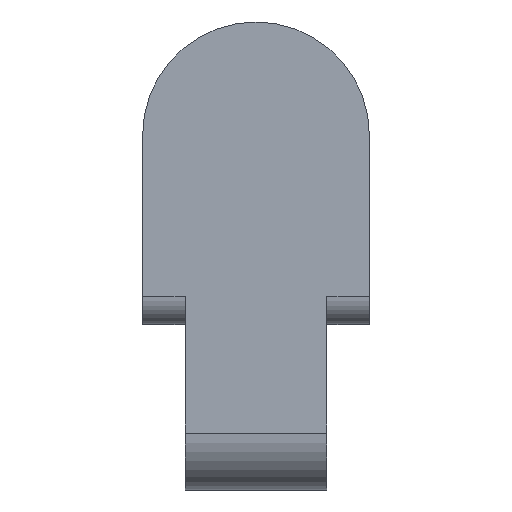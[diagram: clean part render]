
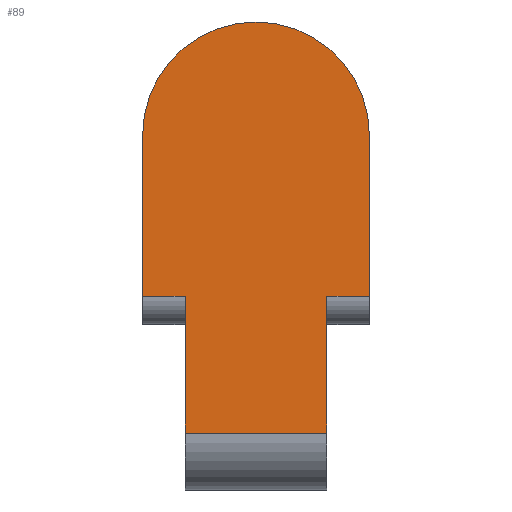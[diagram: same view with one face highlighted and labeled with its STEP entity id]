
A CAD part, top view. The second image highlights one B-rep face of the part: STEP entity #89.
In plain terms, the highlighted planar face has unit normal (0, 0, 1).
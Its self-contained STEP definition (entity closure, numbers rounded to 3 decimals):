
#89=ADVANCED_FACE('',(#281),#283,.T.);
#281=FACE_BOUND('',#282,.T.);
#282=EDGE_LOOP('',(#441,#442,#443,#444,#445,#446,#447,#448));
#283=PLANE('',#284);
#284=AXIS2_PLACEMENT_3D('',#285,#286,#287);
#285=CARTESIAN_POINT('',(0.,0.,7.));
#286=DIRECTION('',(0.,0.,1.));
#287=DIRECTION('',(-1.,0.,0.));
#441=ORIENTED_EDGE('',*,*,#556,.T.);
#442=ORIENTED_EDGE('',*,*,#557,.T.);
#443=ORIENTED_EDGE('',*,*,#558,.T.);
#444=ORIENTED_EDGE('',*,*,#559,.T.);
#445=ORIENTED_EDGE('',*,*,#560,.T.);
#446=ORIENTED_EDGE('',*,*,#534,.T.);
#447=ORIENTED_EDGE('',*,*,#561,.T.);
#448=ORIENTED_EDGE('',*,*,#562,.T.);
#534=EDGE_CURVE('',#594,#591,#595,.T.);
#556=EDGE_CURVE('',#636,#637,#638,.T.);
#557=EDGE_CURVE('',#637,#639,#640,.T.);
#558=EDGE_CURVE('',#639,#641,#642,.T.);
#559=EDGE_CURVE('',#641,#643,#644,.T.);
#560=EDGE_CURVE('',#643,#594,#645,.T.);
#561=EDGE_CURVE('',#591,#646,#647,.F.);
#562=EDGE_CURVE('',#646,#636,#648,.F.);
#591=VERTEX_POINT('',#689);
#594=VERTEX_POINT('',#695);
#595=LINE('',#696,#697);
#636=VERTEX_POINT('',#786);
#637=VERTEX_POINT('',#787);
#638=LINE('',#788,#789);
#639=VERTEX_POINT('',#791);
#640=LINE('',#792,#793);
#641=VERTEX_POINT('',#795);
#642=LINE('',#796,#797);
#643=VERTEX_POINT('',#799);
#644=LINE('',#800,#801);
#645=CIRCLE('',#803,8.);
#646=VERTEX_POINT('',#807);
#647=LINE('',#808,#809);
#648=LINE('',#811,#812);
#689=CARTESIAN_POINT('',(-8.,-11.34,7.));
#695=CARTESIAN_POINT('',(-8.,0.,7.));
#696=CARTESIAN_POINT('',(-8.,0.,7.));
#697=VECTOR('',#698,1.);
#698=DIRECTION('',(0.,-1.,0.));
#786=CARTESIAN_POINT('',(-5.,-21.,7.));
#787=CARTESIAN_POINT('',(5.,-21.,7.));
#788=CARTESIAN_POINT('',(-5.,-21.,7.));
#789=VECTOR('',#790,1.);
#790=DIRECTION('',(1.,0.,0.));
#791=CARTESIAN_POINT('',(5.,-11.34,7.));
#792=CARTESIAN_POINT('',(5.,-21.,7.));
#793=VECTOR('',#794,1.);
#794=DIRECTION('',(0.,1.,0.));
#795=CARTESIAN_POINT('',(8.,-11.34,7.));
#796=CARTESIAN_POINT('',(5.,-11.34,7.));
#797=VECTOR('',#798,1.);
#798=DIRECTION('',(1.,0.,0.));
#799=CARTESIAN_POINT('',(8.,0.,7.));
#800=CARTESIAN_POINT('',(8.,-11.34,7.));
#801=VECTOR('',#802,1.);
#802=DIRECTION('',(0.,1.,0.));
#803=AXIS2_PLACEMENT_3D('',#804,#805,#806);
#804=CARTESIAN_POINT('',(0.,0.,7.));
#805=DIRECTION('',(0.,0.,1.));
#806=DIRECTION('',(1.,0.,0.));
#807=CARTESIAN_POINT('',(-5.,-11.34,7.));
#808=CARTESIAN_POINT('',(-5.,-11.34,7.));
#809=VECTOR('',#810,1.);
#810=DIRECTION('',(-1.,0.,0.));
#811=CARTESIAN_POINT('',(-5.,-21.,7.));
#812=VECTOR('',#813,1.);
#813=DIRECTION('',(0.,1.,0.));
